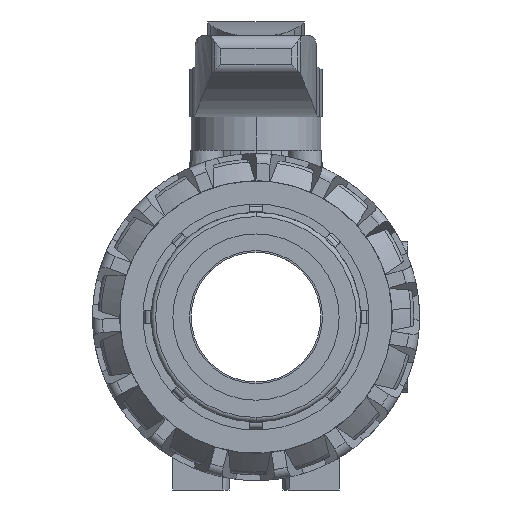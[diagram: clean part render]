
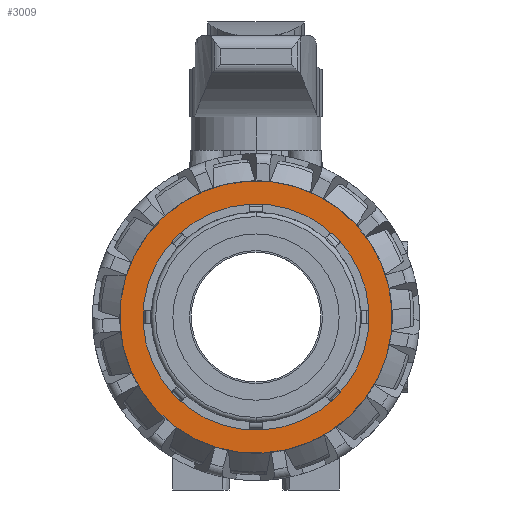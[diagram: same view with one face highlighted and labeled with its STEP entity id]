
A CAD part, left-side view. The second image highlights one B-rep face of the part: STEP entity #3009.
In plain terms, the highlighted planar face has unit normal (-1, 0, 0).
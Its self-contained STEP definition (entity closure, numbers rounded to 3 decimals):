
#3009=ADVANCED_FACE('',(#6188,#6189),#6190,.T.);
#6188=FACE_BOUND('',#9558,.T.);
#6189=FACE_OUTER_BOUND('',#9559,.T.);
#6190=PLANE('',#9560);
#9558=EDGE_LOOP('',(#18926,#18927));
#9559=EDGE_LOOP('',(#18928,#18929));
#9560=AXIS2_PLACEMENT_3D('',#18930,#18931,#18932);
#18926=ORIENTED_EDGE('',*,*,#24062,.T.);
#18927=ORIENTED_EDGE('',*,*,#22933,.T.);
#18928=ORIENTED_EDGE('',*,*,#22928,.T.);
#18929=ORIENTED_EDGE('',*,*,#24141,.T.);
#18930=CARTESIAN_POINT('',(-63.2,0.0,0.0));
#18931=DIRECTION('',(-1.0,0.0,0.0));
#18932=DIRECTION('',(0.0,0.056,0.998));
#22928=EDGE_CURVE('',#28160,#28224,#28226,.T.);
#22933=EDGE_CURVE('',#28229,#28233,#28235,.T.);
#24062=EDGE_CURVE('',#28233,#28229,#29940,.T.);
#24141=EDGE_CURVE('',#28224,#28160,#30033,.T.);
#28160=VERTEX_POINT('',#36690);
#28224=VERTEX_POINT('',#36755);
#28226=CIRCLE('',#36758,40.95);
#28229=VERTEX_POINT('',#36761);
#28233=VERTEX_POINT('',#36766);
#28235=CIRCLE('',#36769,34.0);
#29940=CIRCLE('',#39558,34.0);
#30033=CIRCLE('',#39742,40.95);
#36690=CARTESIAN_POINT('',(-63.2,-40.885,2.312));
#36755=CARTESIAN_POINT('',(-63.2,40.885,-2.312));
#36758=AXIS2_PLACEMENT_3D('',#44601,#44602,#44603);
#36761=CARTESIAN_POINT('',(-63.2,-1.92,-33.946));
#36766=CARTESIAN_POINT('',(-63.2,1.92,33.946));
#36769=AXIS2_PLACEMENT_3D('',#44609,#44610,#44611);
#39558=AXIS2_PLACEMENT_3D('',#46221,#46222,#46223);
#39742=AXIS2_PLACEMENT_3D('',#46294,#46295,#46296);
#44601=CARTESIAN_POINT('',(-63.2,0.0,0.0));
#44602=DIRECTION('',(-1.0,0.0,0.0));
#44603=DIRECTION('',(0.0,0.056,0.998));
#44609=CARTESIAN_POINT('',(-63.2,0.0,0.0));
#44610=DIRECTION('',(1.0,0.0,0.0));
#44611=DIRECTION('',(0.0,-0.056,-0.998));
#46221=CARTESIAN_POINT('',(-63.2,0.0,0.0));
#46222=DIRECTION('',(1.0,0.0,0.0));
#46223=DIRECTION('',(0.0,-0.056,-0.998));
#46294=CARTESIAN_POINT('',(-63.2,0.0,0.0));
#46295=DIRECTION('',(-1.0,0.0,0.0));
#46296=DIRECTION('',(0.0,0.056,0.998));
